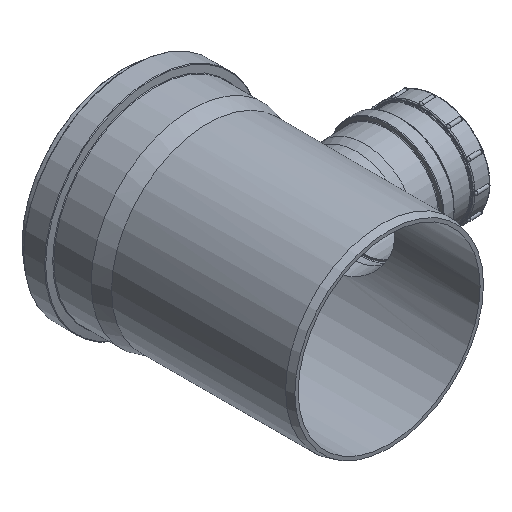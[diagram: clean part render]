
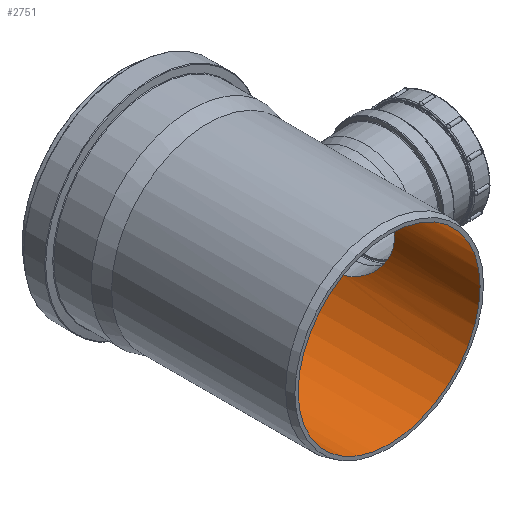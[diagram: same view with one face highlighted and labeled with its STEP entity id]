
A CAD part, isometric view. The second image highlights one B-rep face of the part: STEP entity #2751.
In plain terms, the highlighted cylindrical face has radius 149.1 mm (diameter 298.2 mm), a full revolution.
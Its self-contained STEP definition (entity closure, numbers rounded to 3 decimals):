
#62=FACE_BOUND('',#743,.T.);
#123=LINE('',#5051,#212);
#212=VECTOR('',#3483,149.1);
#357=CIRCLE('',#3038,149.1);
#358=CIRCLE('',#3040,149.1);
#508=CYLINDRICAL_SURFACE('',#3039,149.1);
#582=FACE_OUTER_BOUND('',#742,.T.);
#742=EDGE_LOOP('',(#1972,#1973,#1974,#1975));
#743=EDGE_LOOP('',(#1976,#1977));
#889=B_SPLINE_CURVE_WITH_KNOTS('',3,(#4836,#4837,#4838,#4839,#4840,#4841,
#4842,#4843,#4844,#4845,#4846,#4847,#4848,#4849,#4850,#4851,#4852,#4853,
#4854,#4855,#4856,#4857,#4858,#4859,#4860,#4861,#4862,#4863,#4864,#4865,
#4866,#4867,#4868,#4869,#4870,#4871,#4872,#4873,#4874,#4875,#4876,#4877,
#4878,#4879,#4880,#4881,#4882,#4883,#4884,#4885,#4886),.UNSPECIFIED.,.F.,
 .F.,(4,2,2,2,2,2,2,2,3,2,2,2,2,2,2,2,2,2,2,2,2,2,2,2,4),(35.119,
36.583,38.047,39.511,40.974,42.457,
43.939,45.421,46.904,48.359,49.814,
51.269,52.724,54.186,55.648,57.109,
58.571,60.033,61.495,62.957,64.418,
65.873,67.328,68.783,70.239),
 .UNSPECIFIED.);
#890=B_SPLINE_CURVE_WITH_KNOTS('',3,(#4887,#4888,#4889,#4890,#4891,#4892,
#4893,#4894,#4895,#4896,#4897,#4898,#4899,#4900,#4901,#4902,#4903,#4904),
 .UNSPECIFIED.,.F.,.F.,(4,2,2,2,2,2,2,2,4),(23.335,24.812,
26.29,27.767,29.244,30.713,32.182,
33.65,35.119),.UNSPECIFIED.);
#1048=VERTEX_POINT('',#4833);
#1049=VERTEX_POINT('',#4835);
#1094=VERTEX_POINT('',#5046);
#1095=VERTEX_POINT('',#5049);
#1359=EDGE_CURVE('',#1048,#1049,#889,.T.);
#1360=EDGE_CURVE('',#1049,#1048,#890,.T.);
#1430=EDGE_CURVE('',#1094,#1094,#357,.T.);
#1431=EDGE_CURVE('',#1095,#1095,#358,.T.);
#1432=EDGE_CURVE('',#1095,#1094,#123,.T.);
#1972=ORIENTED_EDGE('',*,*,#1431,.F.);
#1973=ORIENTED_EDGE('',*,*,#1432,.T.);
#1974=ORIENTED_EDGE('',*,*,#1430,.T.);
#1975=ORIENTED_EDGE('',*,*,#1432,.F.);
#1976=ORIENTED_EDGE('',*,*,#1360,.F.);
#1977=ORIENTED_EDGE('',*,*,#1359,.F.);
#2751=ADVANCED_FACE('',(#582,#62),#508,.F.);
#3038=AXIS2_PLACEMENT_3D('',#5047,#3477,#3478);
#3039=AXIS2_PLACEMENT_3D('',#5048,#3479,#3480);
#3040=AXIS2_PLACEMENT_3D('',#5050,#3481,#3482);
#3477=DIRECTION('center_axis',(0.,-1.,0.));
#3478=DIRECTION('ref_axis',(1.,0.,0.));
#3479=DIRECTION('center_axis',(0.,-1.,0.));
#3480=DIRECTION('ref_axis',(1.,0.,0.));
#3481=DIRECTION('center_axis',(0.,-1.,0.));
#3482=DIRECTION('ref_axis',(1.,0.,0.));
#3483=DIRECTION('',(0.,-1.,0.));
#4833=CARTESIAN_POINT('',(149.1,-4.452,0.));
#4835=CARTESIAN_POINT('',(128.187,-81.588,76.15));
#4836=CARTESIAN_POINT('Ctrl Pts',(149.1,-4.452,0.));
#4837=CARTESIAN_POINT('Ctrl Pts',(149.1,-4.452,-4.879));
#4838=CARTESIAN_POINT('Ctrl Pts',(148.855,-4.94,-9.893));
#4839=CARTESIAN_POINT('Ctrl Pts',(147.863,-6.955,-19.8));
#4840=CARTESIAN_POINT('Ctrl Pts',(147.118,-8.481,-24.695));
#4841=CARTESIAN_POINT('Ctrl Pts',(145.244,-12.465,-34.026));
#4842=CARTESIAN_POINT('Ctrl Pts',(144.115,-14.927,-38.471));
#4843=CARTESIAN_POINT('Ctrl Pts',(141.675,-20.559,-46.66));
#4844=CARTESIAN_POINT('Ctrl Pts',(140.367,-23.73,-50.404));
#4845=CARTESIAN_POINT('Ctrl Pts',(137.795,-30.475,-57.063));
#4846=CARTESIAN_POINT('Ctrl Pts',(136.435,-34.302,-60.213));
#4847=CARTESIAN_POINT('Ctrl Pts',(133.834,-42.642,-65.793));
#4848=CARTESIAN_POINT('Ctrl Pts',(132.595,-47.155,-68.223));
#4849=CARTESIAN_POINT('Ctrl Pts',(130.495,-56.609,-72.158));
#4850=CARTESIAN_POINT('Ctrl Pts',(129.636,-61.559,-73.666));
#4851=CARTESIAN_POINT('Ctrl Pts',(128.481,-71.578,-75.663));
#4852=CARTESIAN_POINT('Ctrl Pts',(128.187,-76.647,-76.15));
#4853=CARTESIAN_POINT('Ctrl Pts',(128.187,-81.588,-76.15));
#4854=CARTESIAN_POINT('Ctrl Pts',(128.187,-86.438,-76.15));
#4855=CARTESIAN_POINT('Ctrl Pts',(128.47,-91.418,-75.68));
#4856=CARTESIAN_POINT('Ctrl Pts',(129.601,-101.253,-73.728));
#4857=CARTESIAN_POINT('Ctrl Pts',(130.446,-106.108,-72.246));
#4858=CARTESIAN_POINT('Ctrl Pts',(132.524,-115.362,-68.36));
#4859=CARTESIAN_POINT('Ctrl Pts',(133.755,-119.77,-65.952));
#4860=CARTESIAN_POINT('Ctrl Pts',(136.345,-127.895,-60.416));
#4861=CARTESIAN_POINT('Ctrl Pts',(137.702,-131.612,-57.286));
#4862=CARTESIAN_POINT('Ctrl Pts',(140.29,-138.2,-50.62));
#4863=CARTESIAN_POINT('Ctrl Pts',(141.616,-141.305,-46.842));
#4864=CARTESIAN_POINT('Ctrl Pts',(144.085,-146.795,-38.587));
#4865=CARTESIAN_POINT('Ctrl Pts',(145.225,-149.182,-34.11));
#4866=CARTESIAN_POINT('Ctrl Pts',(147.113,-153.033,-24.729));
#4867=CARTESIAN_POINT('Ctrl Pts',(147.862,-154.5,-19.816));
#4868=CARTESIAN_POINT('Ctrl Pts',(148.855,-156.432,-9.888));
#4869=CARTESIAN_POINT('Ctrl Pts',(149.1,-156.897,-4.873));
#4870=CARTESIAN_POINT('Ctrl Pts',(149.1,-156.897,4.873));
#4871=CARTESIAN_POINT('Ctrl Pts',(148.855,-156.432,9.888));
#4872=CARTESIAN_POINT('Ctrl Pts',(147.862,-154.5,19.816));
#4873=CARTESIAN_POINT('Ctrl Pts',(147.113,-153.033,24.729));
#4874=CARTESIAN_POINT('Ctrl Pts',(145.225,-149.182,34.11));
#4875=CARTESIAN_POINT('Ctrl Pts',(144.085,-146.795,38.587));
#4876=CARTESIAN_POINT('Ctrl Pts',(141.616,-141.305,46.842));
#4877=CARTESIAN_POINT('Ctrl Pts',(140.29,-138.2,50.62));
#4878=CARTESIAN_POINT('Ctrl Pts',(137.702,-131.612,57.286));
#4879=CARTESIAN_POINT('Ctrl Pts',(136.345,-127.895,60.416));
#4880=CARTESIAN_POINT('Ctrl Pts',(133.755,-119.77,65.952));
#4881=CARTESIAN_POINT('Ctrl Pts',(132.524,-115.362,68.36));
#4882=CARTESIAN_POINT('Ctrl Pts',(130.446,-106.108,72.246));
#4883=CARTESIAN_POINT('Ctrl Pts',(129.601,-101.253,73.728));
#4884=CARTESIAN_POINT('Ctrl Pts',(128.47,-91.418,75.68));
#4885=CARTESIAN_POINT('Ctrl Pts',(128.187,-86.438,76.15));
#4886=CARTESIAN_POINT('Ctrl Pts',(128.187,-81.588,76.15));
#4887=CARTESIAN_POINT('Ctrl Pts',(128.187,-81.588,76.15));
#4888=CARTESIAN_POINT('Ctrl Pts',(128.187,-76.663,76.15));
#4889=CARTESIAN_POINT('Ctrl Pts',(128.479,-71.611,75.666));
#4890=CARTESIAN_POINT('Ctrl Pts',(129.627,-61.622,73.682));
#4891=CARTESIAN_POINT('Ctrl Pts',(130.481,-56.686,72.183));
#4892=CARTESIAN_POINT('Ctrl Pts',(132.57,-47.256,68.272));
#4893=CARTESIAN_POINT('Ctrl Pts',(133.803,-42.753,65.856));
#4894=CARTESIAN_POINT('Ctrl Pts',(136.393,-34.429,60.309));
#4895=CARTESIAN_POINT('Ctrl Pts',(137.747,-30.607,57.177));
#4896=CARTESIAN_POINT('Ctrl Pts',(140.32,-23.846,50.535));
#4897=CARTESIAN_POINT('Ctrl Pts',(141.634,-20.657,46.786));
#4898=CARTESIAN_POINT('Ctrl Pts',(144.085,-14.992,38.582));
#4899=CARTESIAN_POINT('Ctrl Pts',(145.22,-12.515,34.126));
#4900=CARTESIAN_POINT('Ctrl Pts',(147.105,-8.507,24.771));
#4901=CARTESIAN_POINT('Ctrl Pts',(147.855,-6.971,19.863));
#4902=CARTESIAN_POINT('Ctrl Pts',(148.853,-4.943,9.925));
#4903=CARTESIAN_POINT('Ctrl Pts',(149.1,-4.452,4.896));
#4904=CARTESIAN_POINT('Ctrl Pts',(149.1,-4.452,0.));
#5046=CARTESIAN_POINT('',(-149.1,-297.185,0.));
#5047=CARTESIAN_POINT('Origin',(0.,-297.185,
0.));
#5048=CARTESIAN_POINT('Origin',(0.,-148.592,
0.));
#5049=CARTESIAN_POINT('',(-149.1,0.,0.));
#5050=CARTESIAN_POINT('Origin',(0.,0.,
0.));
#5051=CARTESIAN_POINT('',(-149.1,-148.592,0.));
